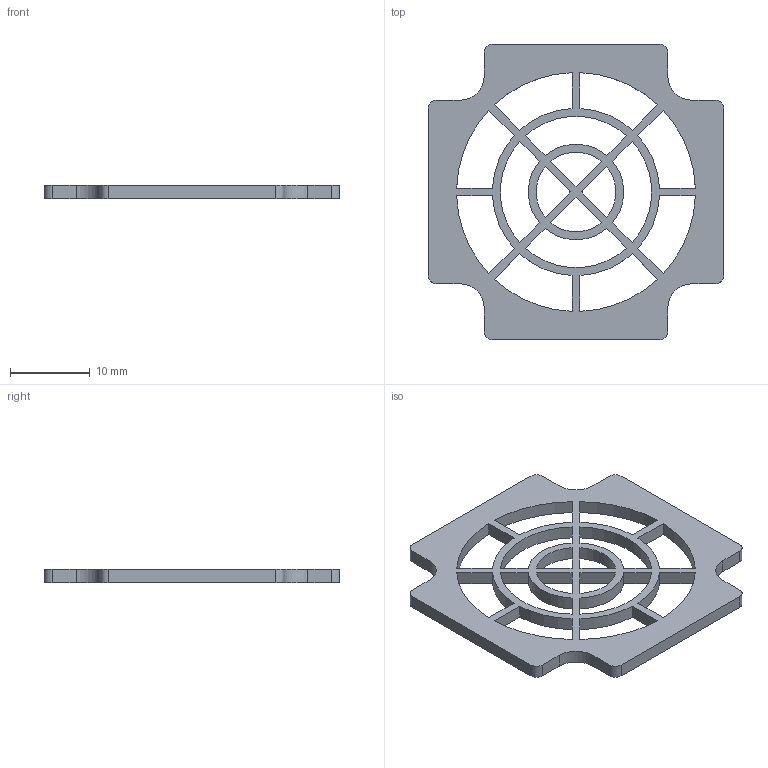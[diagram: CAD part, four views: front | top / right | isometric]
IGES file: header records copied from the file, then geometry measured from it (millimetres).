
Start section: SolidWorks IGES file using analytic representation for surfaces
Global section: file name: SC40-P05.IGS; native system: SolidWorks 2016; preprocessor: SolidWorks 2016; author: jignesh.bhoraniya; date: 180905.115507; units: millimetre
Bounding box: 37.08 x 37.08 x 1.68 mm (x, y, z)
Surface area: 2190.5 mm2 (no closed solid volume)
Topology: 0 solids, 0 shells, 86 faces, 504 edges, 504 vertices
Faces by surface type: bspline 46, revolution 40
